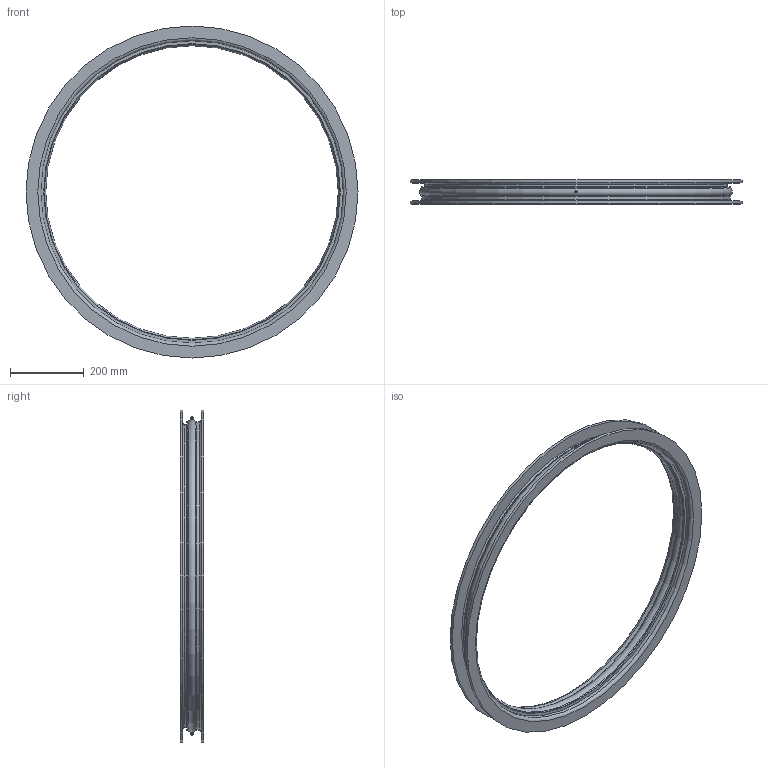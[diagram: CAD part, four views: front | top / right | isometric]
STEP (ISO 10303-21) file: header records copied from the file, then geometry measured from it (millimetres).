
FILE_DESCRIPTION(/* description */ (''),/* implementation_level */ '2;1');
FILE_NAME(/* name */ 'U01N090.stp',/* time_stamp */ '2017-06-19T09:50:45+08:00',/* author */ ('Jason.Gu'),/* organization */ (''),/* preprocessor_version */ 'ST-DEVELOPER v16.1',/* originating_system */ 'Autodesk Inventor 2016',/* authorisation */ '');
FILE_SCHEMA (('AUTOMOTIVE_DESIGN { 1 0 10303 214 3 1 1 }'));
Length unit declared in the file: millimetre
Products named in the file (3): U01N090; 318f001; U01N090_1
Assembly tree (3 placements, depth 2):
  U01N090_1
    U01N090
    318f001  x2
Bounding box: 900 x 65 x 900 mm (x, y, z)
Volume: 3883777.2 mm3; surface area: 801695.9 mm2
Topology: 3 solids, 3 shells, 66 faces, 137 edges, 83 vertices
Faces by surface type: plane 36, torus 12, cylinder 12, cone 4, bspline 2
Full cylindrical faces by diameter (mm): 1.5 x2, 5 x2, 804 x2, 820 x2, 836 x2, 900 x2
Entity records: 1136 total; most frequent: DIRECTION 204, CARTESIAN_POINT 196, ORIENTED_EDGE 130, AXIS2_PLACEMENT_3D 90, EDGE_LOOP 77, EDGE_CURVE 65, VERTEX_POINT 52, FACE_OUTER_BOUND 45
